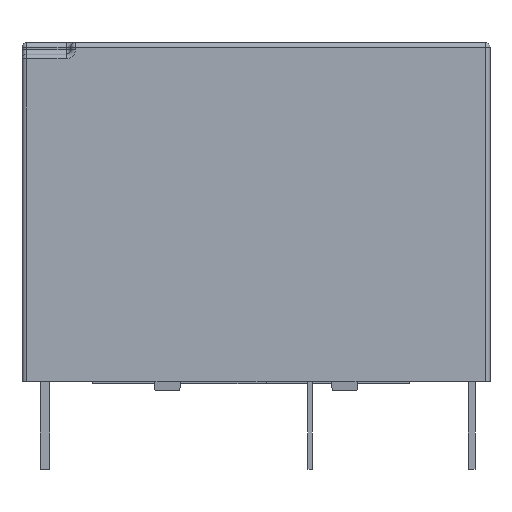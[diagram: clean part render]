
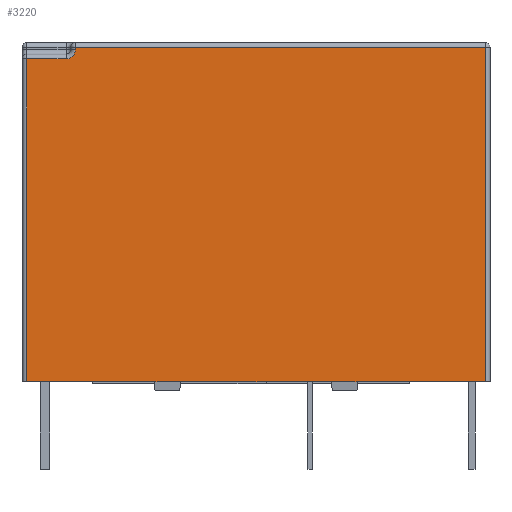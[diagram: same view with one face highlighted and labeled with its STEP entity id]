
A CAD part, front view. The second image highlights one B-rep face of the part: STEP entity #3220.
In plain terms, the highlighted planar face has unit normal (0, -1, 0).
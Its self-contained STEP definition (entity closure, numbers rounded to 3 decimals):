
#467 = CARTESIAN_POINT ( 'NONE',  ( -10.15, -3.5, -14.7 ) ) ;
#929 = AXIS2_PLACEMENT_3D ( 'NONE', #17454, #12018, #3936 ) ;
#1224 = ORIENTED_EDGE ( 'NONE', *, *, #10234, .F. ) ;
#1226 = VECTOR ( 'NONE', #15760, 1000. ) ;
#1493 = AXIS2_PLACEMENT_3D ( 'NONE', #11032, #3872, #10859 ) ;
#1501 = VECTOR ( 'NONE', #13070, 1000. ) ;
#1526 = VECTOR ( 'NONE', #7782, 1000. ) ;
#1753 = LINE ( 'NONE', #10100, #1501 ) ;
#1899 = VECTOR ( 'NONE', #5965, 1000. ) ;
#1908 = DIRECTION ( 'NONE',  ( 1., 0., 0. ) ) ;
#2398 = VERTEX_POINT ( 'NONE', #4230 ) ;
#2788 = CARTESIAN_POINT ( 'NONE',  ( -10.15, -3.5, -14.7 ) ) ;
#3220 = ADVANCED_FACE ( 'NONE', ( #3653 ), #11921, .T. ) ;
#3454 = EDGE_LOOP ( 'NONE', ( #14245, #10217, #15940, #9142, #1224, #17863, #11910, #17837, #15075, #12700, #6372 ) ) ;
#3653 = FACE_OUTER_BOUND ( 'NONE', #3454, .T. ) ;
#3861 = VERTEX_POINT ( 'NONE', #4046 ) ;
#3872 = DIRECTION ( 'NONE',  ( 0., -1., 0. ) ) ;
#3936 = DIRECTION ( 'NONE',  ( 0., 0., -1. ) ) ;
#4046 = CARTESIAN_POINT ( 'NONE',  ( -7.836, -3.5, -0.2 ) ) ;
#4229 = EDGE_CURVE ( 'NONE', #7452, #11941, #15308, .T. ) ;
#4230 = CARTESIAN_POINT ( 'NONE',  ( -9.95, -3.5, -14.7 ) ) ;
#4285 = DIRECTION ( 'NONE',  ( 1., 0., 0. ) ) ;
#5115 = CARTESIAN_POINT ( 'NONE',  ( -10.15, -3.5, -0.2 ) ) ;
#5145 = CARTESIAN_POINT ( 'NONE',  ( -7.836, -3.5, -0.3 ) ) ;
#5436 = VERTEX_POINT ( 'NONE', #17938 ) ;
#5565 = CARTESIAN_POINT ( 'NONE',  ( -10.15, -3.5, -0.7 ) ) ;
#5579 = VERTEX_POINT ( 'NONE', #12204 ) ;
#5927 = VECTOR ( 'NONE', #4285, 1000. ) ;
#5965 = DIRECTION ( 'NONE',  ( 0., 0., -1. ) ) ;
#6372 = ORIENTED_EDGE ( 'NONE', *, *, #4229, .T. ) ;
#6491 = DIRECTION ( 'NONE',  ( 1., 0., 0. ) ) ;
#6673 = DIRECTION ( 'NONE',  ( -1., 0., 0. ) ) ;
#6762 = DIRECTION ( 'NONE',  ( -1., 0., 0. ) ) ;
#6796 = EDGE_CURVE ( 'NONE', #15747, #12007, #16740, .T. ) ;
#7138 = VECTOR ( 'NONE', #6762, 1000. ) ;
#7276 = CIRCLE ( 'NONE', #1493, 0.4 ) ;
#7335 = CARTESIAN_POINT ( 'NONE',  ( -7.836, -3.5, -0.5 ) ) ;
#7355 = EDGE_CURVE ( 'NONE', #5436, #5579, #8383, .T. ) ;
#7452 = VERTEX_POINT ( 'NONE', #14171 ) ;
#7540 = CARTESIAN_POINT ( 'NONE',  ( 0., -3.5, -14.7 ) ) ;
#7623 = VERTEX_POINT ( 'NONE', #8165 ) ;
#7782 = DIRECTION ( 'NONE',  ( 0., 0., -1. ) ) ;
#8008 = EDGE_CURVE ( 'NONE', #11941, #14480, #10377, .T. ) ;
#8165 = CARTESIAN_POINT ( 'NONE',  ( 9.95, -3.5, -0.2 ) ) ;
#8383 = LINE ( 'NONE', #5565, #7138 ) ;
#8591 = VERTEX_POINT ( 'NONE', #5145 ) ;
#9142 = ORIENTED_EDGE ( 'NONE', *, *, #15454, .T. ) ;
#9501 = LINE ( 'NONE', #5115, #9999 ) ;
#9753 = CARTESIAN_POINT ( 'NONE',  ( -3.263, -3.5, -14.7 ) ) ;
#9999 = VECTOR ( 'NONE', #6673, 1000. ) ;
#10100 = CARTESIAN_POINT ( 'NONE',  ( 9.95, -3.5, -14.7 ) ) ;
#10217 = ORIENTED_EDGE ( 'NONE', *, *, #16532, .T. ) ;
#10234 = EDGE_CURVE ( 'NONE', #5436, #8591, #7276, .T. ) ;
#10377 = LINE ( 'NONE', #15921, #1226 ) ;
#10859 = DIRECTION ( 'NONE',  ( 0., 0., -1. ) ) ;
#10996 = CARTESIAN_POINT ( 'NONE',  ( 0., -3.5, -14.7 ) ) ;
#11032 = CARTESIAN_POINT ( 'NONE',  ( -8.236, -3.5, -0.3 ) ) ;
#11161 = LINE ( 'NONE', #7335, #1899 ) ;
#11714 = EDGE_CURVE ( 'NONE', #5579, #2398, #14687, .T. ) ;
#11910 = ORIENTED_EDGE ( 'NONE', *, *, #11714, .T. ) ;
#11921 = PLANE ( 'NONE',  #929 ) ;
#11941 = VERTEX_POINT ( 'NONE', #13347 ) ;
#11973 = CARTESIAN_POINT ( 'NONE',  ( 9.95, -3.5, -14.7 ) ) ;
#12007 = VERTEX_POINT ( 'NONE', #9753 ) ;
#12018 = DIRECTION ( 'NONE',  ( 0., -1., 0. ) ) ;
#12204 = CARTESIAN_POINT ( 'NONE',  ( -9.95, -3.5, -0.7 ) ) ;
#12700 = ORIENTED_EDGE ( 'NONE', *, *, #15654, .T. ) ;
#13070 = DIRECTION ( 'NONE',  ( 0., 0., 1. ) ) ;
#13347 = CARTESIAN_POINT ( 'NONE',  ( 4.428, -3.5, -14.7 ) ) ;
#14171 = CARTESIAN_POINT ( 'NONE',  ( 3.263, -3.5, -14.7 ) ) ;
#14245 = ORIENTED_EDGE ( 'NONE', *, *, #8008, .T. ) ;
#14332 = EDGE_CURVE ( 'NONE', #2398, #15747, #14344, .T. ) ;
#14344 = LINE ( 'NONE', #467, #16366 ) ;
#14480 = VERTEX_POINT ( 'NONE', #11973 ) ;
#14562 = CARTESIAN_POINT ( 'NONE',  ( -4.428, -3.5, -14.7 ) ) ;
#14687 = LINE ( 'NONE', #17385, #1526 ) ;
#14797 = EDGE_CURVE ( 'NONE', #7623, #3861, #9501, .T. ) ;
#15075 = ORIENTED_EDGE ( 'NONE', *, *, #6796, .T. ) ;
#15308 = LINE ( 'NONE', #7540, #15809 ) ;
#15454 = EDGE_CURVE ( 'NONE', #3861, #8591, #11161, .T. ) ;
#15654 = EDGE_CURVE ( 'NONE', #12007, #7452, #17745, .T. ) ;
#15735 = DIRECTION ( 'NONE',  ( 1., 0., 0. ) ) ;
#15747 = VERTEX_POINT ( 'NONE', #14562 ) ;
#15760 = DIRECTION ( 'NONE',  ( 1., 0., 0. ) ) ;
#15809 = VECTOR ( 'NONE', #15735, 1000. ) ;
#15921 = CARTESIAN_POINT ( 'NONE',  ( -10.15, -3.5, -14.7 ) ) ;
#15940 = ORIENTED_EDGE ( 'NONE', *, *, #14797, .T. ) ;
#16366 = VECTOR ( 'NONE', #1908, 1000. ) ;
#16532 = EDGE_CURVE ( 'NONE', #14480, #7623, #1753, .T. ) ;
#16740 = LINE ( 'NONE', #10996, #5927 ) ;
#17258 = VECTOR ( 'NONE', #6491, 1000. ) ;
#17385 = CARTESIAN_POINT ( 'NONE',  ( -9.95, -3.5, -14.7 ) ) ;
#17454 = CARTESIAN_POINT ( 'NONE',  ( -10.15, -3.5, -14.7 ) ) ;
#17745 = LINE ( 'NONE', #2788, #17258 ) ;
#17837 = ORIENTED_EDGE ( 'NONE', *, *, #14332, .T. ) ;
#17863 = ORIENTED_EDGE ( 'NONE', *, *, #7355, .T. ) ;
#17938 = CARTESIAN_POINT ( 'NONE',  ( -8.236, -3.5, -0.7 ) ) ;
